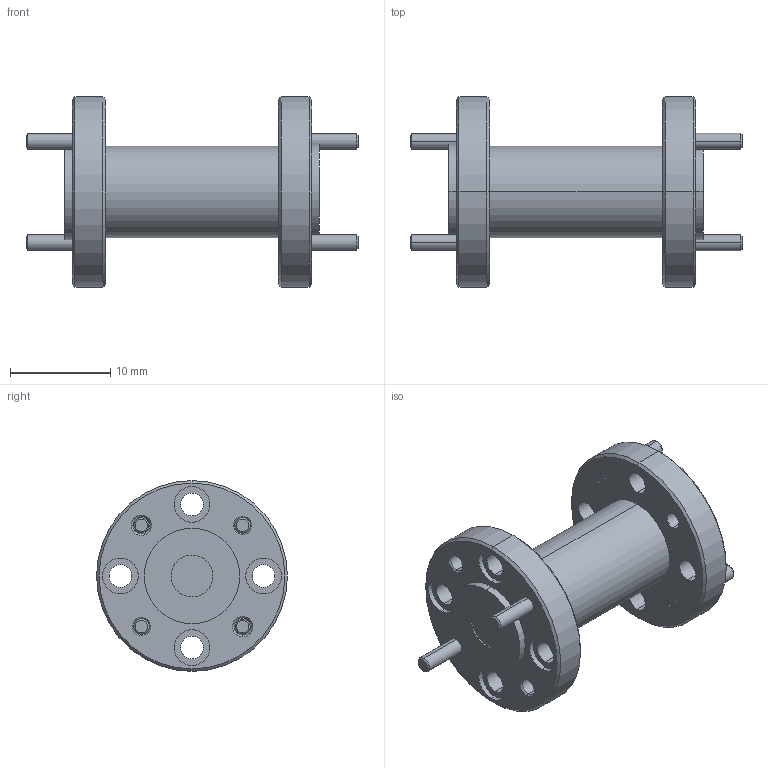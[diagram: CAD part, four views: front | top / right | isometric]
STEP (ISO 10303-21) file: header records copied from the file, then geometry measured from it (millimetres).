
FILE_DESCRIPTION (( 'STEP AP203' ), '1' );
FILE_NAME ('SWT-122165-SB-QC.STEP', '2018-11-19T20:51:59', ( '' ), ( '' ), 'SwSTEP 2.0', 'SolidWorks 2016', '' );
FILE_SCHEMA (( 'CONFIG_CONTROL_DESIGN' ));
Length unit declared in the file: inch
Products named in the file (1): SWT-122165-SB-QC
Bounding box: 33.15 x 19.05 x 19.05 mm (x, y, z)
Volume: 2992.6 mm3; surface area: 2320.6 mm2
Topology: 5 solids, 5 shells, 138 faces, 302 edges, 188 vertices
Faces by surface type: cylinder 66, cone 40, plane 24, bspline 8
Entity records: 4193 total; most frequent: CARTESIAN_POINT 925, DIRECTION 720, ORIENTED_EDGE 604, AXIS2_PLACEMENT_3D 303, EDGE_CURVE 302, VERTEX_POINT 188, EDGE_LOOP 184, CIRCLE 172
